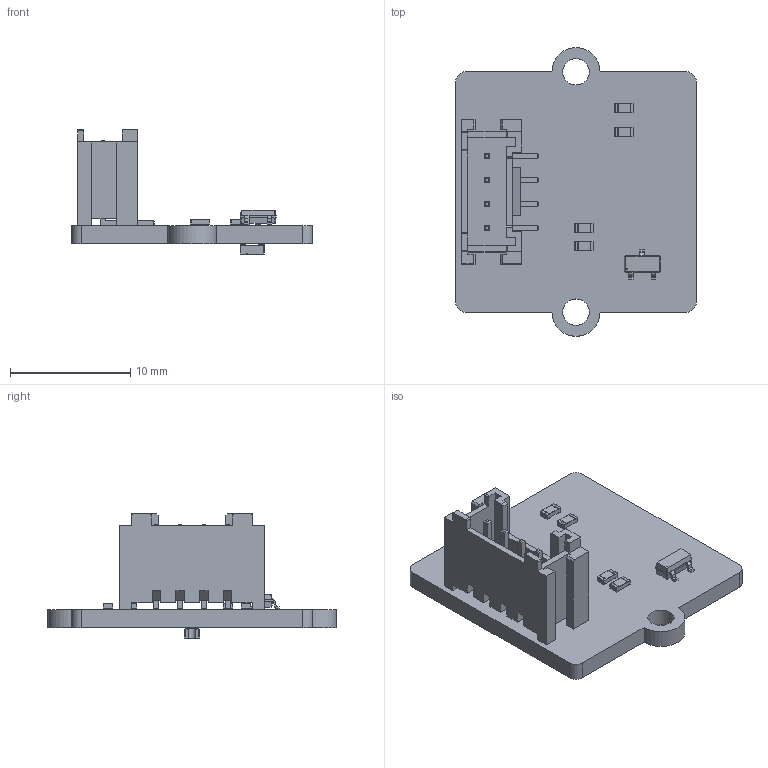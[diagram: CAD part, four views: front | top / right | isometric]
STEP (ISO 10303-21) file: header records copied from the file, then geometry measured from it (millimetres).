
FILE_DESCRIPTION(('KiCad electronic assembly'),'2;1');
FILE_NAME('ialed.step','2025-07-17T18:25:13',('Pcbnew'),('Kicad'), 'Open CASCADE STEP processor 7.8','KiCad to STEP converter','Unknown' );
FILE_SCHEMA(('AUTOMOTIVE_DESIGN { 1 0 10303 214 1 1 1 1 }'));
Length unit declared in the file: millimetre
Products named in the file (6): ialed 1; R_0603_1608Metric; GROVE-HW4-SMD-2.0; SOT-23; D_0805_2012Metric; ialed_PCB
Assembly tree (8 placements, depth 2):
  ialed 1
    R_0603_1608Metric  x4
    GROVE-HW4-SMD-2.0
    SOT-23
    D_0805_2012Metric
    ialed_PCB
Bounding box: 20 x 24 x 10.38 mm (x, y, z)
Volume: 811.8 mm3; surface area: 1608.9 mm2
Topology: 8 solids, 8 shells, 426 faces, 1109 edges, 709 vertices
Faces by surface type: plane 330, cylinder 80, bspline 16
Full cylindrical faces by diameter (mm): 2.2 x2
Entity records: 12437 total; most frequent: CARTESIAN_POINT 1967, ORIENTED_EDGE 1810, DIRECTION 1660, EDGE_CURVE 905, LINE 768, VECTOR 768, VERTEX_POINT 577, AXIS2_PLACEMENT_3D 446
